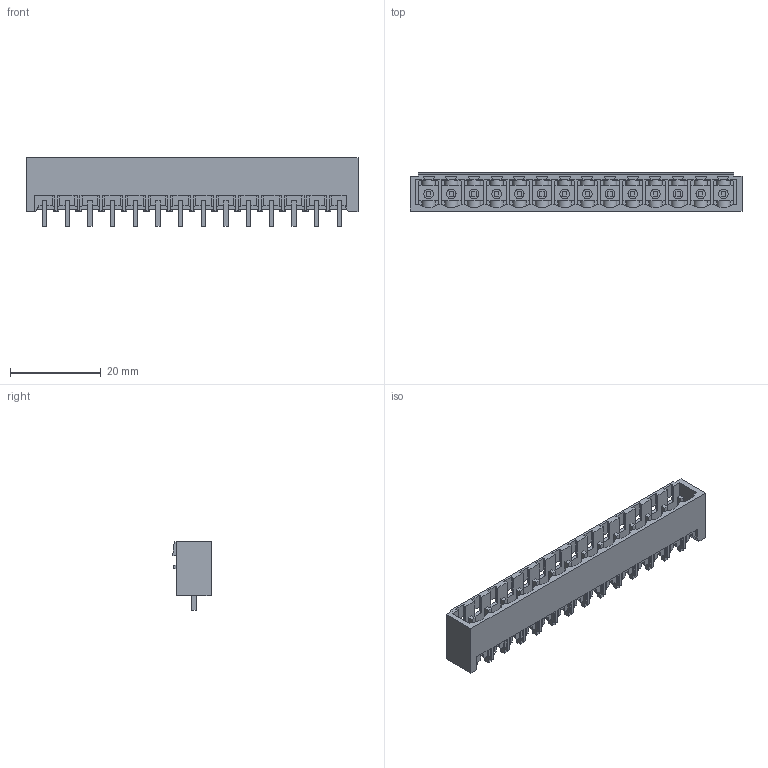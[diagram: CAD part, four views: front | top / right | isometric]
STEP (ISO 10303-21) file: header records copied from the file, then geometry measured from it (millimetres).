
FILE_DESCRIPTION(('CATIA V5 STEP Exchange','CAx-IF Rec.Pracs.--- Model Styling and Organization---1.2---2011-12-15'),'2;1');
FILE_NAME ('D1457145_0_1841280000_1841280000.stp','2018-04-11T11:07:08+00:00',('none'),('Weidmueller'),'CATIA Version 5-6 Release 2014','CATIA V5 STEP AP214','none');
FILE_SCHEMA(('AUTOMOTIVE_DESIGN { 1 0 10303 214 1 1 1 1 }'));
Length unit declared in the file: millimetre
Products named in the file (1): 1841280000
Bounding box: 73.2 x 8.43 x 15.2 mm (x, y, z)
Volume: 2638.6 mm3; surface area: 6356 mm2
Topology: 15 solids, 15 shells, 965 faces, 2939 edges, 1978 vertices
Faces by surface type: plane 817, cylinder 124, extrusion 24
Entity records: 30873 total; most frequent: CARTESIAN_POINT 6454, ORIENTED_EDGE 5878, DIRECTION 3802, EDGE_CURVE 2939, VECTOR 2458, LINE 2434, VERTEX_POINT 1978, EDGE_LOOP 995
